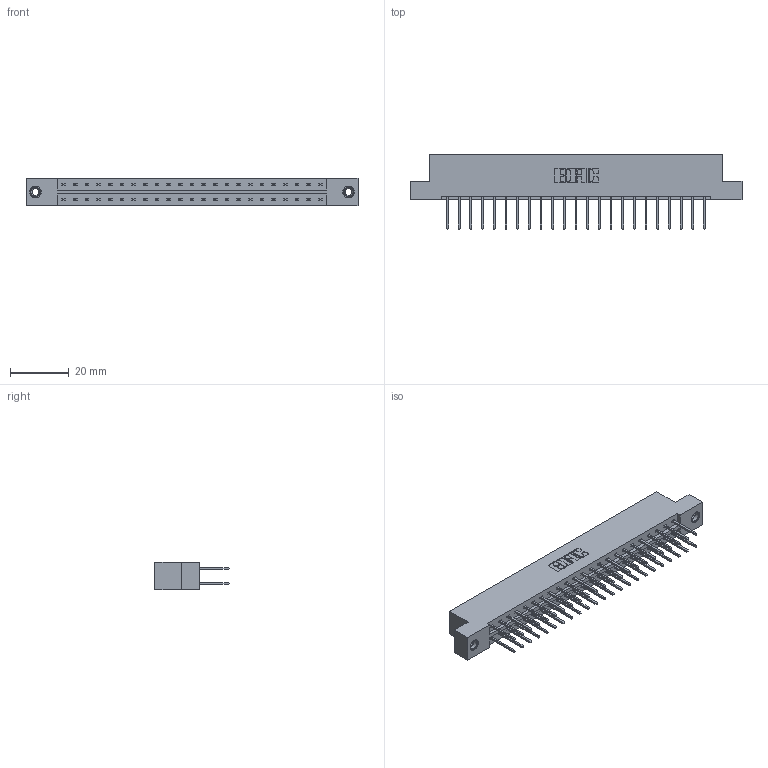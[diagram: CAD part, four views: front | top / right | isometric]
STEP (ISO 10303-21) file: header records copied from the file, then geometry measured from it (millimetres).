
FILE_DESCRIPTION (( 'STEP AP203' ), '1' );
FILE_NAME ('333-046-523-208.STEP', '2018-08-03T22:10:39', ( '' ), ( '' ), 'SwSTEP 2.0', 'SolidWorks 2016', '' );
FILE_SCHEMA (( 'CONFIG_CONTROL_DESIGN' ));
Length unit declared in the file: inch
Products named in the file (4): 333 Part_Flush - .156 Dia - TI; 345-292-001_345-293-123; 345-250-001_345-250-003-102; 333-046-523-208
Assembly tree (49 placements, depth 2):
  333-046-523-208
    333 Part_Flush - .156 Dia - TI
    345-292-001_345-293-123  x46
    345-250-001_345-250-003-102  x2
Bounding box: 112.67 x 25.15 x 9.4 mm (x, y, z)
Volume: 11413.5 mm3; surface area: 13757.4 mm2
Topology: 49 solids, 49 shells, 2566 faces, 7577 edges, 4982 vertices
Faces by surface type: plane 1758, cylinder 792, cone 12, torus 4
Entity records: 18458 total; most frequent: CARTESIAN_POINT 3065, ORIENTED_EDGE 2994, DIRECTION 2683, EDGE_CURVE 1497, LINE 1349, VECTOR 1349, VERTEX_POINT 992, AXIS2_PLACEMENT_3D 667
